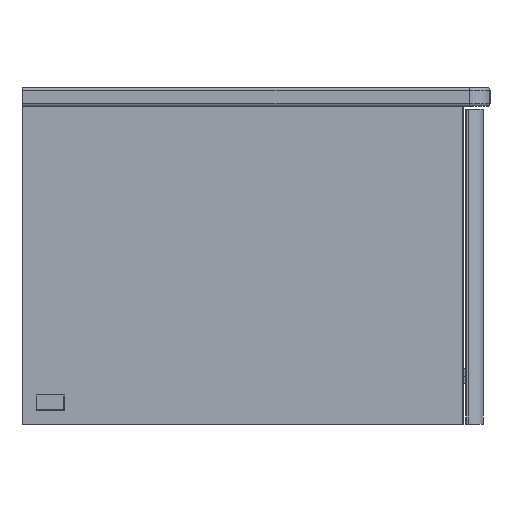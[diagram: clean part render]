
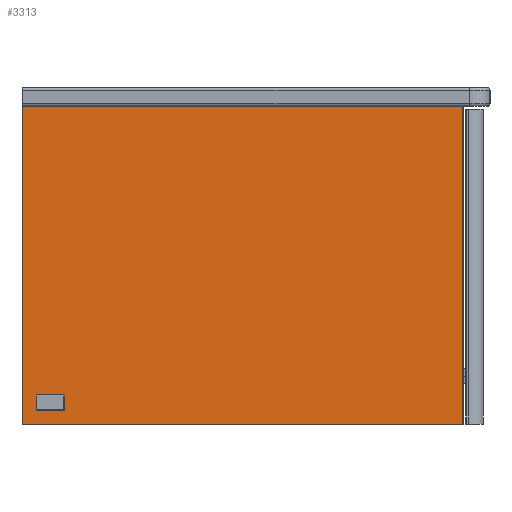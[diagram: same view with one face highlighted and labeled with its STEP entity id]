
A CAD part, left-side view. The second image highlights one B-rep face of the part: STEP entity #3313.
In plain terms, the highlighted planar face has unit normal (-1, 0, 0).
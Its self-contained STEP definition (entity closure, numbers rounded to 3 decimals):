
#3162=CARTESIAN_POINT('',(91911.166,-12365.049,170.0));
#3163=VERTEX_POINT('',#3162);
#3170=CARTESIAN_POINT('',(91911.166,-12365.049,-170.0));
#3171=VERTEX_POINT('',#3170);
#3172=CARTESIAN_POINT('',(91911.166,-12365.049,170.0));
#3173=DIRECTION('',(0.0,0.0,-1.0));
#3174=VECTOR('',#3173,340.0);
#3175=LINE('',#3172,#3174);
#3176=EDGE_CURVE('',#3163,#3171,#3175,.T.);
#3232=CARTESIAN_POINT('',(91911.166,-11894.049,-170.0));
#3233=VERTEX_POINT('',#3232);
#3234=CARTESIAN_POINT('',(91911.166,-11894.049,-170.0));
#3235=DIRECTION('',(0.0,-1.0,0.0));
#3236=VECTOR('',#3235,471.);
#3237=LINE('',#3234,#3236);
#3238=EDGE_CURVE('',#3233,#3171,#3237,.T.);
#3290=CARTESIAN_POINT('',(91911.166,-12129.549,-170.001));
#3291=DIRECTION('',(-1.0,0.0,0.0));
#3292=DIRECTION('',(0.0,0.0,1.0));
#3293=AXIS2_PLACEMENT_3D('',#3290,#3291,#3292);
#3294=PLANE('',#3293);
#3295=ORIENTED_EDGE('',*,*,#3176,.F.);
#3296=CARTESIAN_POINT('',(91911.166,-11894.049,170.0));
#3297=VERTEX_POINT('',#3296);
#3298=CARTESIAN_POINT('',(91911.166,-11894.049,170.0));
#3299=DIRECTION('',(0.0,-1.0,0.0));
#3300=VECTOR('',#3299,471.);
#3301=LINE('',#3298,#3300);
#3302=EDGE_CURVE('',#3297,#3163,#3301,.T.);
#3303=ORIENTED_EDGE('',*,*,#3302,.F.);
#3304=CARTESIAN_POINT('',(91911.166,-11894.049,-170.0));
#3305=DIRECTION('',(0.0,0.0,1.0));
#3306=VECTOR('',#3305,340.0);
#3307=LINE('',#3304,#3306);
#3308=EDGE_CURVE('',#3233,#3297,#3307,.T.);
#3309=ORIENTED_EDGE('',*,*,#3308,.F.);
#3310=ORIENTED_EDGE('',*,*,#3238,.T.);
#3311=EDGE_LOOP('',(#3295,#3303,#3309,#3310));
#3312=FACE_OUTER_BOUND('',#3311,.T.);
#3313=ADVANCED_FACE('',(#3312),#3294,.T.);
